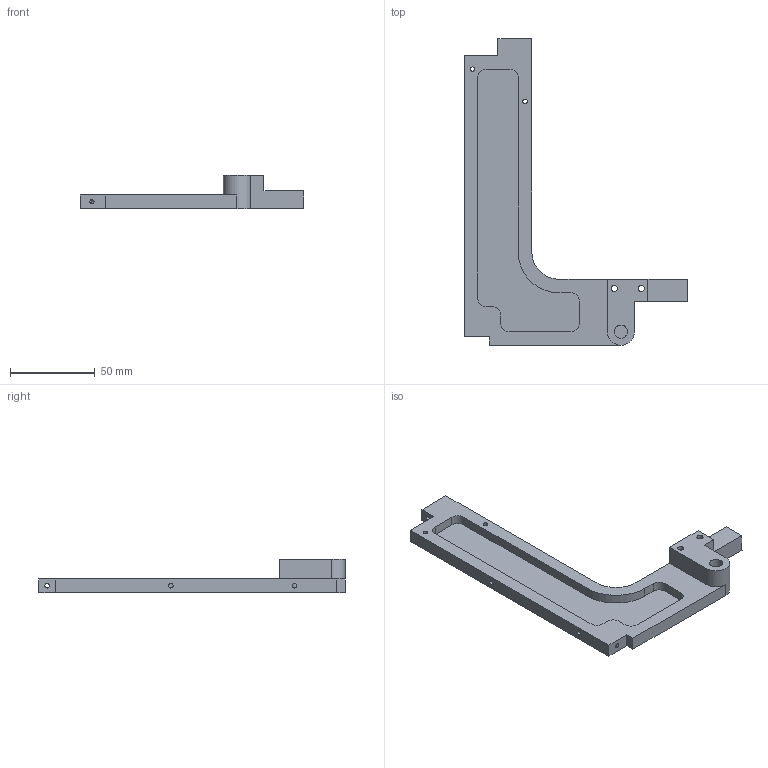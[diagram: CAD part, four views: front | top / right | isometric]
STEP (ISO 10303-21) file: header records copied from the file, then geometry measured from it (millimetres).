
FILE_DESCRIPTION (( 'STEP AP203' ), '1' );
FILE_NAME ('spool mount upper (1Z).STEP', '2019-01-01T17:55:51', ( '' ), ( '' ), 'SwSTEP 2.0', 'SolidWorks 2018', '' );
FILE_SCHEMA (( 'CONFIG_CONTROL_DESIGN' ));
Length unit declared in the file: millimetre
Products named in the file (1): spool mount upper (1Z)
Bounding box: 132.17 x 181 x 19.5 mm (x, y, z)
Volume: 59995 mm3; surface area: 29748.3 mm2
Topology: 1 solids, 1 shells, 64 faces, 172 edges, 113 vertices
Faces by surface type: cylinder 32, plane 30, cone 2
Entity records: 2116 total; most frequent: DIRECTION 365, CARTESIAN_POINT 348, ORIENTED_EDGE 340, EDGE_CURVE 170, AXIS2_PLACEMENT_3D 130, VERTEX_POINT 113, LINE 105, VECTOR 105
